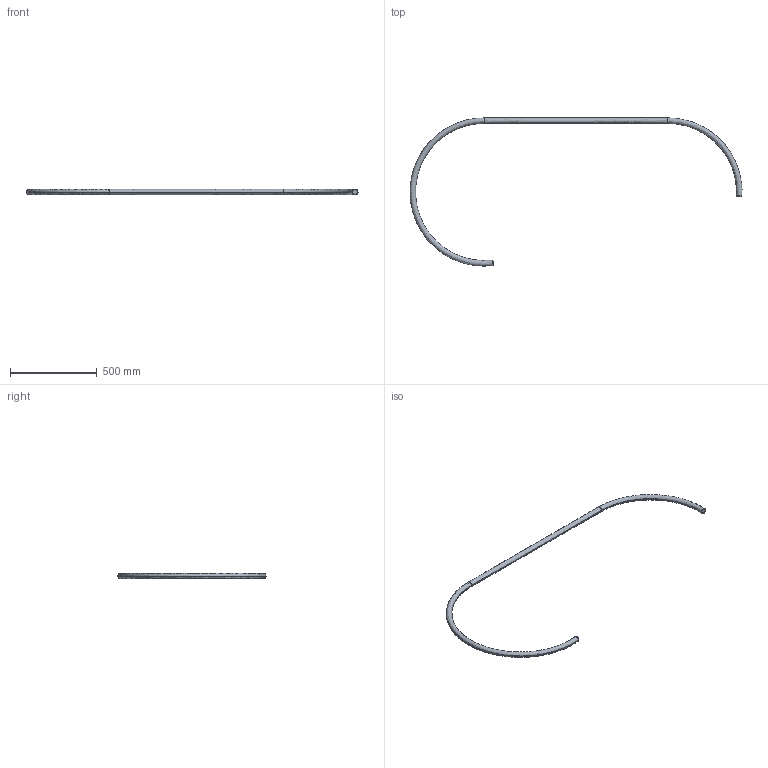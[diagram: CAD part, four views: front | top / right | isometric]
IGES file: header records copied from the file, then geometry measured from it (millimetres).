
Start section: START RECORD GO HERE.
Global section: file name: TRP-BAR-AD3f.igs; native system: ******** ******** ***** ** *** - www.WWW.WWW; preprocessor: AAAAA BBBBBBB C DDDDDDD EE FF G ; author: direlg; organization: ETI; date: 20210118.145100; units: millimetre
Bounding box: 1914.27 x 854.61 x 32 mm (x, y, z)
Surface area: 581903.7 mm2 (no closed solid volume)
Topology: 0 solids, 0 shells, 26 faces, 100 edges, 100 vertices
Faces by surface type: bspline 22, plane 4
